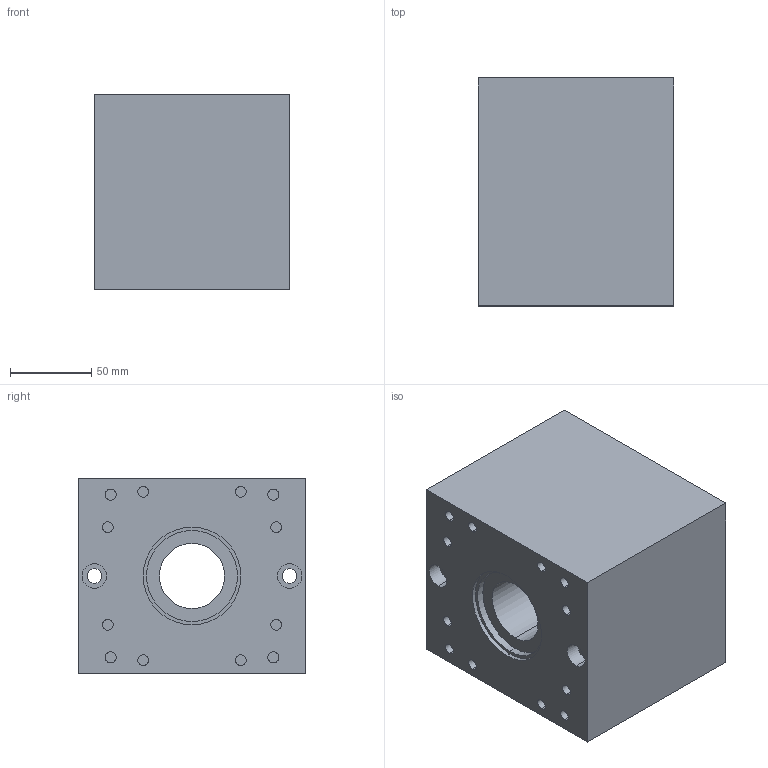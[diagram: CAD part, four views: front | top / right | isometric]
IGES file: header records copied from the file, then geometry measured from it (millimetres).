
Global section: file name: No Iges File Name specified; native system: AutoDesk Inventor R11.0; preprocessor: AutoDesk Inventor Iges Exporter R11.0; author: No Author specified; organization: No Organization specified; date: 20070910.120506; units: millimetre
Bounding box: 120 x 140 x 120 mm (x, y, z)
Volume: 1812997.8 mm3; surface area: 124807.4 mm2
Topology: 1 solids, 1 shells, 241 faces, 526 edges, 344 vertices
Faces by surface type: plane 90, bspline 77, revolution 62, cylinder 12
